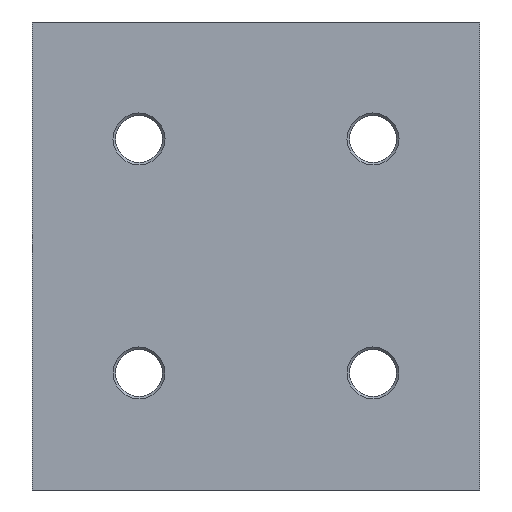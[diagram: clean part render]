
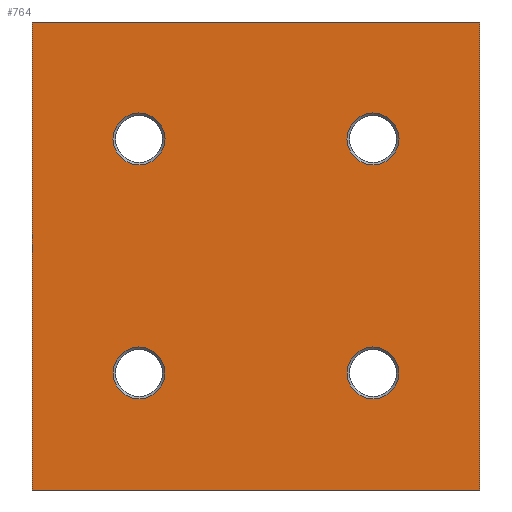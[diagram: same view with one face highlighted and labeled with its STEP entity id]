
A CAD part, front view. The second image highlights one B-rep face of the part: STEP entity #764.
In plain terms, the highlighted planar face has unit normal (0, -1, 0).
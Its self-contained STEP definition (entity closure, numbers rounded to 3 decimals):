
#15=FACE_BOUND('',#111,.T.);
#16=FACE_BOUND('',#112,.T.);
#17=FACE_BOUND('',#113,.T.);
#18=FACE_BOUND('',#114,.T.);
#32=PLANE('',#883);
#75=FACE_OUTER_BOUND('',#110,.T.);
#110=EDGE_LOOP('',(#641,#642,#643,#644));
#111=EDGE_LOOP('',(#645,#646));
#112=EDGE_LOOP('',(#647,#648));
#113=EDGE_LOOP('',(#649,#650));
#114=EDGE_LOOP('',(#651,#652));
#163=LINE('',#1341,#208);
#164=LINE('',#1344,#209);
#165=LINE('',#1346,#210);
#166=LINE('',#1347,#211);
#208=VECTOR('',#1106,1000.);
#209=VECTOR('',#1109,1000.);
#210=VECTOR('',#1110,1000.);
#211=VECTOR('',#1111,1000.);
#252=CIRCLE('',#827,5.);
#253=CIRCLE('',#828,5.);
#256=CIRCLE('',#832,5.);
#257=CIRCLE('',#833,5.);
#280=CIRCLE('',#862,5.);
#281=CIRCLE('',#863,5.);
#288=CIRCLE('',#872,5.);
#289=CIRCLE('',#873,5.);
#322=VERTEX_POINT('',#1222);
#323=VERTEX_POINT('',#1224);
#326=VERTEX_POINT('',#1232);
#327=VERTEX_POINT('',#1234);
#350=VERTEX_POINT('',#1292);
#351=VERTEX_POINT('',#1294);
#358=VERTEX_POINT('',#1312);
#359=VERTEX_POINT('',#1314);
#361=VERTEX_POINT('',#1335);
#363=VERTEX_POINT('',#1339);
#364=VERTEX_POINT('',#1343);
#365=VERTEX_POINT('',#1345);
#411=EDGE_CURVE('',#323,#322,#252,.T.);
#412=EDGE_CURVE('',#322,#323,#253,.T.);
#416=EDGE_CURVE('',#327,#326,#256,.T.);
#417=EDGE_CURVE('',#326,#327,#257,.T.);
#446=EDGE_CURVE('',#351,#350,#280,.T.);
#447=EDGE_CURVE('',#350,#351,#281,.T.);
#456=EDGE_CURVE('',#359,#358,#288,.T.);
#457=EDGE_CURVE('',#358,#359,#289,.T.);
#469=EDGE_CURVE('',#361,#363,#163,.T.);
#470=EDGE_CURVE('',#363,#364,#164,.T.);
#471=EDGE_CURVE('',#365,#364,#165,.T.);
#472=EDGE_CURVE('',#361,#365,#166,.T.);
#641=ORIENTED_EDGE('',*,*,#470,.T.);
#642=ORIENTED_EDGE('',*,*,#471,.F.);
#643=ORIENTED_EDGE('',*,*,#472,.F.);
#644=ORIENTED_EDGE('',*,*,#469,.T.);
#645=ORIENTED_EDGE('',*,*,#456,.T.);
#646=ORIENTED_EDGE('',*,*,#457,.T.);
#647=ORIENTED_EDGE('',*,*,#446,.T.);
#648=ORIENTED_EDGE('',*,*,#447,.T.);
#649=ORIENTED_EDGE('',*,*,#416,.T.);
#650=ORIENTED_EDGE('',*,*,#417,.T.);
#651=ORIENTED_EDGE('',*,*,#411,.T.);
#652=ORIENTED_EDGE('',*,*,#412,.T.);
#764=ADVANCED_FACE('',(#75,#15,#16,#17,#18),#32,.F.);
#827=AXIS2_PLACEMENT_3D('',#1225,#974,#975);
#828=AXIS2_PLACEMENT_3D('',#1226,#976,#977);
#832=AXIS2_PLACEMENT_3D('',#1235,#985,#986);
#833=AXIS2_PLACEMENT_3D('',#1236,#987,#988);
#862=AXIS2_PLACEMENT_3D('',#1295,#1051,#1052);
#863=AXIS2_PLACEMENT_3D('',#1296,#1053,#1054);
#872=AXIS2_PLACEMENT_3D('',#1315,#1073,#1074);
#873=AXIS2_PLACEMENT_3D('',#1316,#1075,#1076);
#883=AXIS2_PLACEMENT_3D('',#1342,#1107,#1108);
#974=DIRECTION('center_axis',(0.,1.,0.));
#975=DIRECTION('ref_axis',(0.,0.,1.));
#976=DIRECTION('center_axis',(0.,1.,0.));
#977=DIRECTION('ref_axis',(0.,0.,1.));
#985=DIRECTION('center_axis',(0.,1.,0.));
#986=DIRECTION('ref_axis',(0.,0.,1.));
#987=DIRECTION('center_axis',(0.,1.,0.));
#988=DIRECTION('ref_axis',(0.,0.,1.));
#1051=DIRECTION('center_axis',(0.,1.,0.));
#1052=DIRECTION('ref_axis',(0.,0.,1.));
#1053=DIRECTION('center_axis',(0.,1.,0.));
#1054=DIRECTION('ref_axis',(0.,0.,1.));
#1073=DIRECTION('center_axis',(0.,1.,0.));
#1074=DIRECTION('ref_axis',(0.,0.,1.));
#1075=DIRECTION('center_axis',(0.,1.,0.));
#1076=DIRECTION('ref_axis',(0.,0.,1.));
#1106=DIRECTION('',(-1.,0.,0.));
#1107=DIRECTION('center_axis',(0.,1.,0.));
#1108=DIRECTION('ref_axis',(0.,0.,1.));
#1109=DIRECTION('',(0.,0.,-1.));
#1110=DIRECTION('',(-1.,0.,0.));
#1111=DIRECTION('',(0.,0.,-1.));
#1222=CARTESIAN_POINT('',(-22.5,0.,27.5));
#1224=CARTESIAN_POINT('',(-22.5,0.,17.5));
#1225=CARTESIAN_POINT('Origin',(-22.5,0.,22.5));
#1226=CARTESIAN_POINT('Origin',(-22.5,0.,22.5));
#1232=CARTESIAN_POINT('',(22.5,0.,27.5));
#1234=CARTESIAN_POINT('',(22.5,0.,17.5));
#1235=CARTESIAN_POINT('Origin',(22.5,0.,22.5));
#1236=CARTESIAN_POINT('Origin',(22.5,0.,22.5));
#1292=CARTESIAN_POINT('',(22.5,0.,72.5));
#1294=CARTESIAN_POINT('',(22.5,0.,62.5));
#1295=CARTESIAN_POINT('Origin',(22.5,0.,67.5));
#1296=CARTESIAN_POINT('Origin',(22.5,0.,67.5));
#1312=CARTESIAN_POINT('',(-22.5,0.,72.5));
#1314=CARTESIAN_POINT('',(-22.5,0.,62.5));
#1315=CARTESIAN_POINT('Origin',(-22.5,0.,67.5));
#1316=CARTESIAN_POINT('Origin',(-22.5,0.,67.5));
#1335=CARTESIAN_POINT('',(43.,0.,90.));
#1339=CARTESIAN_POINT('',(-43.,0.,90.));
#1341=CARTESIAN_POINT('',(43.,0.,90.));
#1342=CARTESIAN_POINT('Origin',(43.,0.,90.));
#1343=CARTESIAN_POINT('',(-43.,0.,0.));
#1344=CARTESIAN_POINT('',(-43.,0.,90.));
#1345=CARTESIAN_POINT('',(43.,0.,0.));
#1346=CARTESIAN_POINT('',(43.,0.,0.));
#1347=CARTESIAN_POINT('',(43.,0.,90.));
